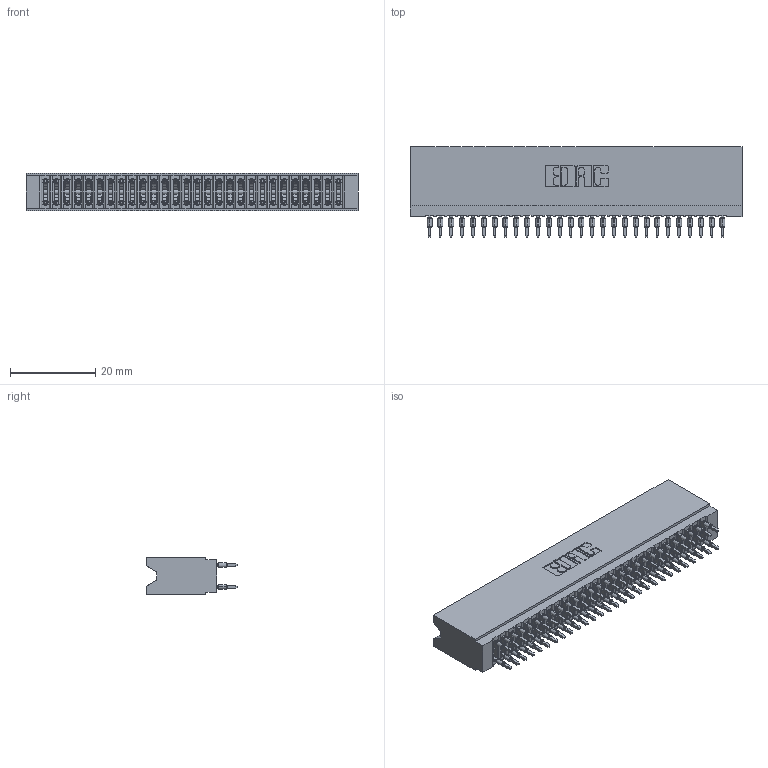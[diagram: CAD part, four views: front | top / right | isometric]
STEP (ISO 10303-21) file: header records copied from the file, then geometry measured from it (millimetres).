
FILE_DESCRIPTION (( 'STEP AP203' ), '1' );
FILE_NAME ('745-056-520-206.STEP', '2026-02-26T18:37:46', ( '' ), ( '' ), 'SwSTEP 2.0', 'SolidWorks 2023', '' );
FILE_SCHEMA (( 'CONFIG_CONTROL_DESIGN' ));
Length unit declared in the file: millimetre
Products named in the file (3): 745 Part_Insulator Option - 06; 745-056-520-206; 745-292-001_520
Assembly tree (57 placements, depth 2):
  745-056-520-206
    745 Part_Insulator Option - 06
    745-292-001_520  x56
Bounding box: 77.72 x 21.22 x 8.89 mm (x, y, z)
Volume: 7014.9 mm3; surface area: 13705.2 mm2
Topology: 57 solids, 57 shells, 5108 faces, 13728 edges, 8628 vertices
Faces by surface type: plane 2632, bspline 1120, cylinder 1020, torus 336
Entity records: 49070 total; most frequent: CARTESIAN_POINT 9018, ORIENTED_EDGE 8426, DIRECTION 7373, EDGE_CURVE 4213, LINE 3863, VECTOR 3863, VERTEX_POINT 2688, AXIS2_PLACEMENT_3D 1755
